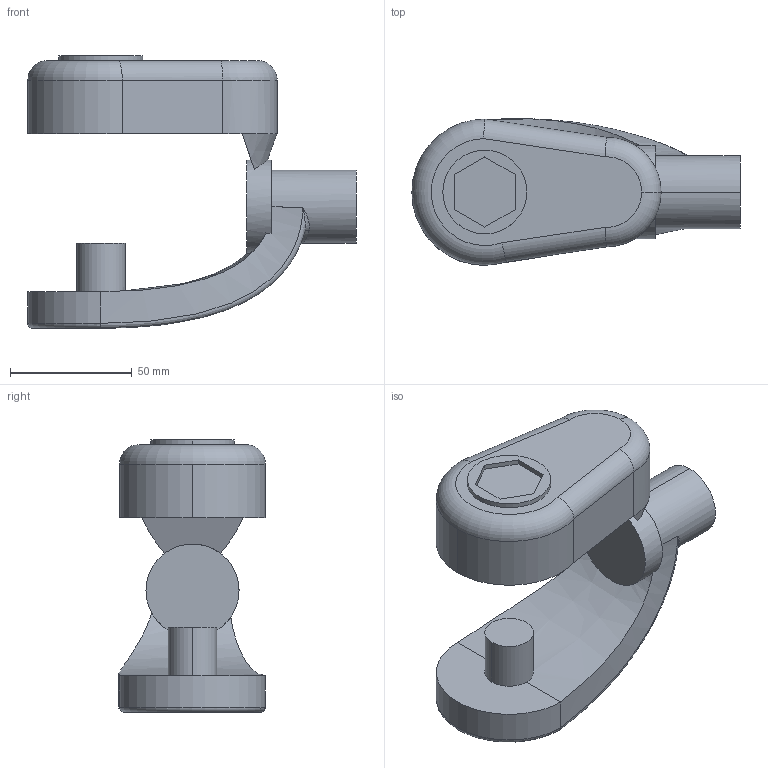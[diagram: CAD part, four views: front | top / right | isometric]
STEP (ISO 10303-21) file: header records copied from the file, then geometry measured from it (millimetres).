
FILE_DESCRIPTION (( 'STEP AP203' ), '1' );
FILE_NAME ('Pièce8_Défaut_sldprt.STEP', '2023-11-23T19:28:24', ( '' ), ( '' ), 'SwSTEP 2.0', 'SolidWorks 2018', '' );
FILE_SCHEMA (( 'CONFIG_CONTROL_DESIGN' ));
Length unit declared in the file: millimetre
Products named in the file (1): Pièce8_Défaut_sldprt
Bounding box: 135 x 60.42 x 112 mm (x, y, z)
Surface area: 41103.9 mm2 (no closed solid volume)
Topology: 0 solids, 2 shells, 208 faces, 503 edges, 330 vertices
Faces by surface type: plane 142, cylinder 48, bspline 13, torus 4, cone 1
Entity records: 7524 total; most frequent: CARTESIAN_POINT 2616, ORIENTED_EDGE 1002, DIRECTION 951, EDGE_CURVE 502, LINE 349, VECTOR 349, VERTEX_POINT 330, AXIS2_PLACEMENT_3D 301
